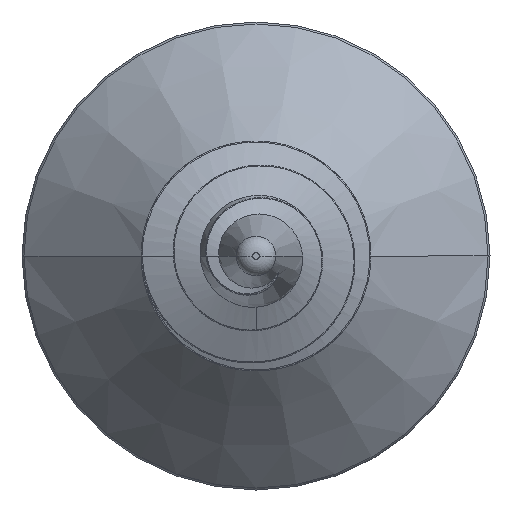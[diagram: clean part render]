
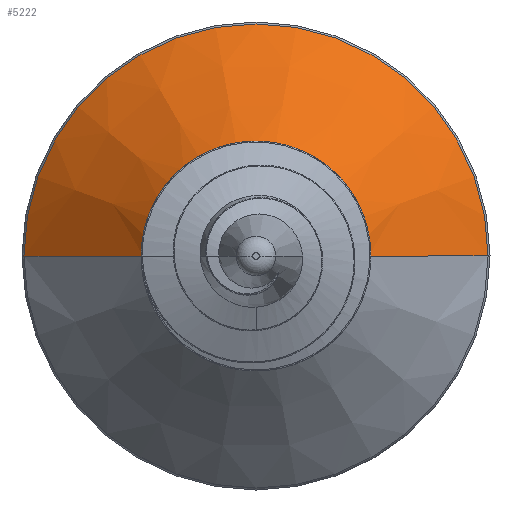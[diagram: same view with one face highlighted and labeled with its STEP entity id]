
A CAD part, front view. The second image highlights one B-rep face of the part: STEP entity #5222.
In plain terms, the highlighted conical face has half-angle 45 degrees and reference radius 1.1 mm.
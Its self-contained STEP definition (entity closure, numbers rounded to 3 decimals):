
#161 = VERTEX_POINT ( 'NONE', #6191 ) ;
#300 = CIRCLE ( 'NONE', #1643, 1.686 ) ;
#632 = VERTEX_POINT ( 'NONE', #5290 ) ;
#880 = ORIENTED_EDGE ( 'NONE', *, *, #3608, .T. ) ;
#1306 = EDGE_CURVE ( 'NONE', #632, #161, #300, .T. ) ;
#1349 = DIRECTION ( 'NONE',  ( 0., 1., 0. ) ) ;
#1643 = AXIS2_PLACEMENT_3D ( 'NONE', #7930, #1349, #1982 ) ;
#1982 = DIRECTION ( 'NONE',  ( -1., 0., 0. ) ) ;
#2206 = EDGE_LOOP ( 'NONE', ( #5813, #5731, #880, #6701 ) ) ;
#2233 = DIRECTION ( 'NONE',  ( 1., 0., 0. ) ) ;
#2688 = CIRCLE ( 'NONE', #4443, 3.471 ) ;
#3165 = LINE ( 'NONE', #3346, #3774 ) ;
#3249 = DIRECTION ( 'NONE',  ( 0., 1., 0. ) ) ;
#3281 = CARTESIAN_POINT ( 'NONE',  ( 1.1, 22.2, 0. ) ) ;
#3317 = LINE ( 'NONE', #3281, #3767 ) ;
#3346 = CARTESIAN_POINT ( 'NONE',  ( -1.1, 22.2, 0. ) ) ;
#3608 = EDGE_CURVE ( 'NONE', #5195, #6125, #2688, .T. ) ;
#3616 = CONICAL_SURFACE ( 'NONE', #5794, 1.1, 0.785 ) ;
#3767 = VECTOR ( 'NONE', #6588, 1000. ) ;
#3774 = VECTOR ( 'NONE', #7913, 1000. ) ;
#3836 = EDGE_CURVE ( 'NONE', #632, #6125, #3165, .T. ) ;
#3999 = CARTESIAN_POINT ( 'NONE',  ( 0., 24.571, 0. ) ) ;
#4443 = AXIS2_PLACEMENT_3D ( 'NONE', #3999, #4758, #2233 ) ;
#4758 = DIRECTION ( 'NONE',  ( 0., -1., 0. ) ) ;
#5123 = CARTESIAN_POINT ( 'NONE',  ( 0., 22.2, 0. ) ) ;
#5195 = VERTEX_POINT ( 'NONE', #5626 ) ;
#5222 = ADVANCED_FACE ( 'NONE', ( #8200 ), #3616, .T. ) ;
#5281 = CARTESIAN_POINT ( 'NONE',  ( -3.471, 24.571, 0. ) ) ;
#5290 = CARTESIAN_POINT ( 'NONE',  ( -1.686, 22.786, 0. ) ) ;
#5360 = DIRECTION ( 'NONE',  ( -1., 0., 0. ) ) ;
#5626 = CARTESIAN_POINT ( 'NONE',  ( 3.471, 24.571, 0. ) ) ;
#5731 = ORIENTED_EDGE ( 'NONE', *, *, #6320, .T. ) ;
#5794 = AXIS2_PLACEMENT_3D ( 'NONE', #5123, #3249, #5360 ) ;
#5813 = ORIENTED_EDGE ( 'NONE', *, *, #1306, .T. ) ;
#6125 = VERTEX_POINT ( 'NONE', #5281 ) ;
#6191 = CARTESIAN_POINT ( 'NONE',  ( 1.686, 22.786, 0. ) ) ;
#6320 = EDGE_CURVE ( 'NONE', #161, #5195, #3317, .T. ) ;
#6588 = DIRECTION ( 'NONE',  ( 0.707, 0.707, 0. ) ) ;
#6701 = ORIENTED_EDGE ( 'NONE', *, *, #3836, .F. ) ;
#7913 = DIRECTION ( 'NONE',  ( -0.707, 0.707, 0. ) ) ;
#7930 = CARTESIAN_POINT ( 'NONE',  ( 0., 22.786, 0. ) ) ;
#8200 = FACE_OUTER_BOUND ( 'NONE', #2206, .T. ) ;
